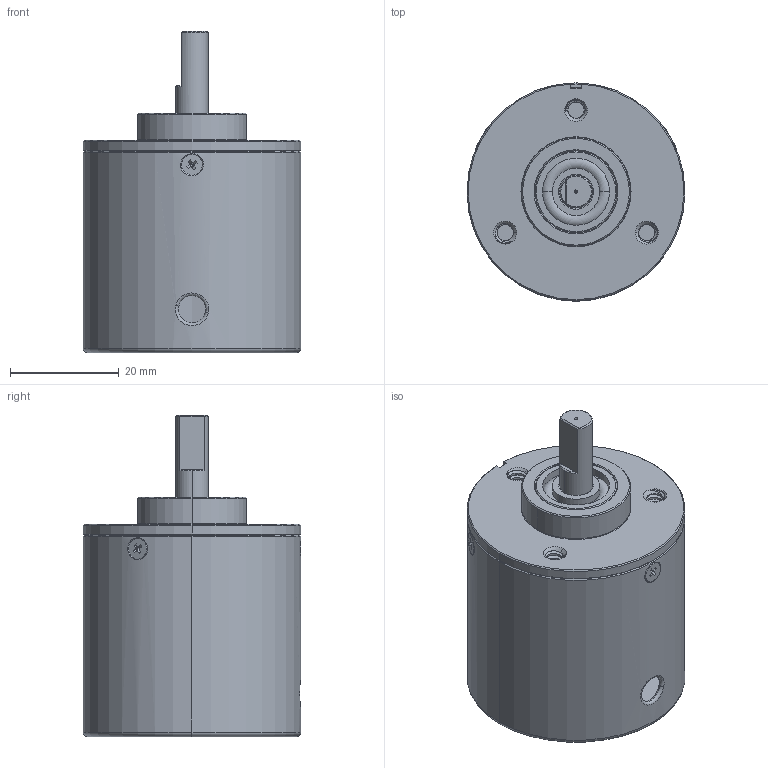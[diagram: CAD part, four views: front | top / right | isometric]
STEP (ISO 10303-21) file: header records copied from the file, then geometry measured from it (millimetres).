
FILE_DESCRIPTION (( 'STEP AP203' ), '1' );
FILE_NAME ('E6B2-CWZ6C.STEP', '2016-02-21T08:33:29', ( '' ), ( '' ), 'SwSTEP 2.0', 'SolidWorks 2011', '' );
FILE_SCHEMA (( 'CONFIG_CONTROL_DESIGN' ));
Length unit declared in the file: millimetre
Products named in the file (6): instrument ball bearing_68_iso_ISO 1224 - 190615 - R,10,SI,NC,10_68; E6B2-CWZ6C-2; E6B2-CWZ6C-1; E6B2-CWZ6C; countersunk flat head cross recess screw_iso_ISO 7046-1 - M2 x 3 - Z --- 3N; E6B2-CWZ6C-3
Assembly tree (7 placements, depth 2):
  E6B2-CWZ6C
    countersunk flat head cross recess screw_iso_ISO 7046-1 - M2 x 3 - Z --- 3N  x3
    E6B2-CWZ6C-1
    instrument ball bearing_68_iso_ISO 1224 - 190615 - R,10,SI,NC,10_68
    E6B2-CWZ6C-3
    E6B2-CWZ6C-2
Bounding box: 40 x 40 x 59 mm (x, y, z)
Volume: 15477 mm3; surface area: 17182.2 mm2
Topology: 7 solids, 7 shells, 305 faces, 722 edges, 437 vertices
Faces by surface type: cylinder 93, plane 90, cone 81, torus 22, bspline 19
Entity records: 13592 total; most frequent: CARTESIAN_POINT 7982, ORIENTED_EDGE 1064, DIRECTION 974, EDGE_CURVE 532, AXIS2_PLACEMENT_3D 399, VERTEX_POINT 329, EDGE_LOOP 251, FACE_OUTER_BOUND 223
